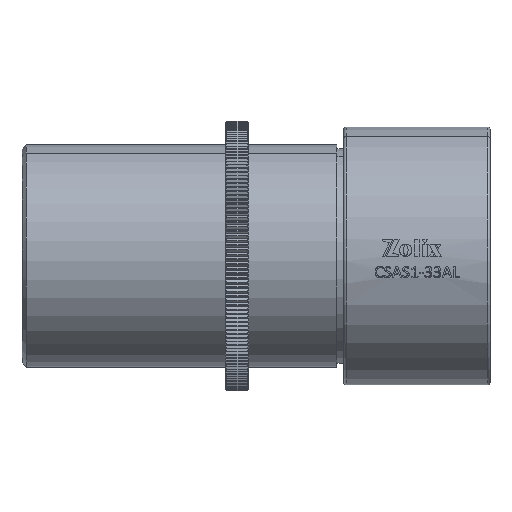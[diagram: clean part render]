
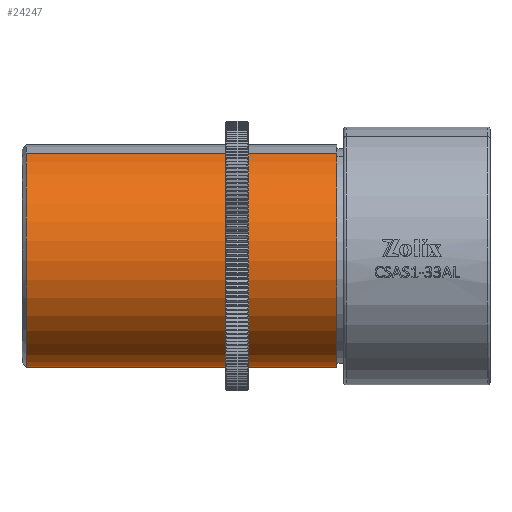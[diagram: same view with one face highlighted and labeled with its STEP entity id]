
A CAD part, top view. The second image highlights one B-rep face of the part: STEP entity #24247.
In plain terms, the highlighted cylindrical face has radius 13.15 mm (diameter 26.3 mm), a partial arc.
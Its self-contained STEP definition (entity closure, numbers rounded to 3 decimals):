
#101 = VERTEX_POINT ( 'NONE', #24457 ) ;
#2980 = DIRECTION ( 'NONE',  ( 0., -0.924, -0.382 ) ) ;
#4853 = DIRECTION ( 'NONE',  ( 0., -0.924, -0.382 ) ) ;
#6711 = FACE_OUTER_BOUND ( 'NONE', #51805, .T. ) ;
#8050 = LINE ( 'NONE', #55251, #23556 ) ;
#9582 = AXIS2_PLACEMENT_3D ( 'NONE', #47775, #38477, #51812 ) ;
#11415 = CARTESIAN_POINT ( 'NONE',  ( -94.277, -12.937, 20.471 ) ) ;
#12750 = ORIENTED_EDGE ( 'NONE', *, *, #44202, .F. ) ;
#17242 = CYLINDRICAL_SURFACE ( 'NONE', #27860, 13.15 ) ;
#22376 = LINE ( 'NONE', #51241, #45347 ) ;
#22836 = VERTEX_POINT ( 'NONE', #11415 ) ;
#23556 = VECTOR ( 'NONE', #36601, 1000. ) ;
#24247 = ADVANCED_FACE ( 'NONE', ( #6711 ), #17242, .T. ) ;
#24457 = CARTESIAN_POINT ( 'NONE',  ( -57.577, 11.37, 30.514 ) ) ;
#26741 = DIRECTION ( 'NONE',  ( 1., 0., 0. ) ) ;
#27830 = DIRECTION ( 'NONE',  ( 1., 0., 0. ) ) ;
#27860 = AXIS2_PLACEMENT_3D ( 'NONE', #49849, #40822, #2980 ) ;
#28407 = VERTEX_POINT ( 'NONE', #39662 ) ;
#30786 = ORIENTED_EDGE ( 'NONE', *, *, #49793, .T. ) ;
#36601 = DIRECTION ( 'NONE',  ( 1., 0., 0. ) ) ;
#36816 = CARTESIAN_POINT ( 'NONE',  ( -94.277, -0.784, 25.492 ) ) ;
#38328 = CIRCLE ( 'NONE', #9582, 13.15 ) ;
#38477 = DIRECTION ( 'NONE',  ( 1., 0., 0. ) ) ;
#38685 = AXIS2_PLACEMENT_3D ( 'NONE', #36816, #27830, #4853 ) ;
#39662 = CARTESIAN_POINT ( 'NONE',  ( -94.277, 11.37, 30.514 ) ) ;
#40822 = DIRECTION ( 'NONE',  ( 1., 0., 0. ) ) ;
#44202 = EDGE_CURVE ( 'NONE', #101, #49275, #38328, .T. ) ;
#45347 = VECTOR ( 'NONE', #26741, 1000. ) ;
#47775 = CARTESIAN_POINT ( 'NONE',  ( -57.577, -0.784, 25.492 ) ) ;
#49275 = VERTEX_POINT ( 'NONE', #61281 ) ;
#49793 = EDGE_CURVE ( 'NONE', #22836, #49275, #22376, .T. ) ;
#49849 = CARTESIAN_POINT ( 'NONE',  ( -39.477, -0.784, 25.492 ) ) ;
#51115 = EDGE_CURVE ( 'NONE', #28407, #101, #8050, .T. ) ;
#51241 = CARTESIAN_POINT ( 'NONE',  ( -39.477, -12.937, 20.471 ) ) ;
#51663 = ORIENTED_EDGE ( 'NONE', *, *, #51115, .F. ) ;
#51805 = EDGE_LOOP ( 'NONE', ( #51663, #55057, #30786, #12750 ) ) ;
#51812 = DIRECTION ( 'NONE',  ( 0., -0.924, -0.382 ) ) ;
#53542 = CIRCLE ( 'NONE', #38685, 13.15 ) ;
#55057 = ORIENTED_EDGE ( 'NONE', *, *, #56836, .T. ) ;
#55251 = CARTESIAN_POINT ( 'NONE',  ( -39.477, 11.37, 30.514 ) ) ;
#56836 = EDGE_CURVE ( 'NONE', #28407, #22836, #53542, .T. ) ;
#61281 = CARTESIAN_POINT ( 'NONE',  ( -57.577, -12.937, 20.471 ) ) ;
